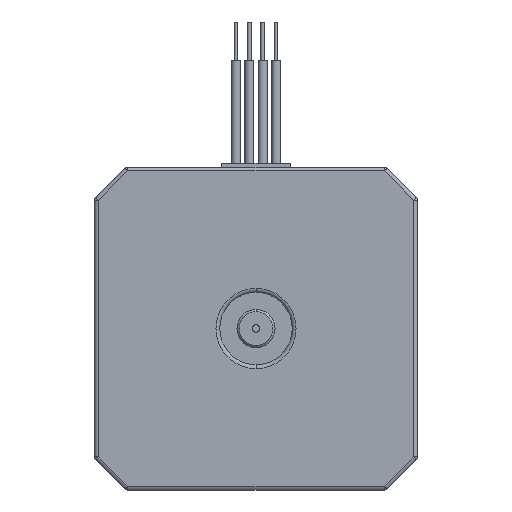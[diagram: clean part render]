
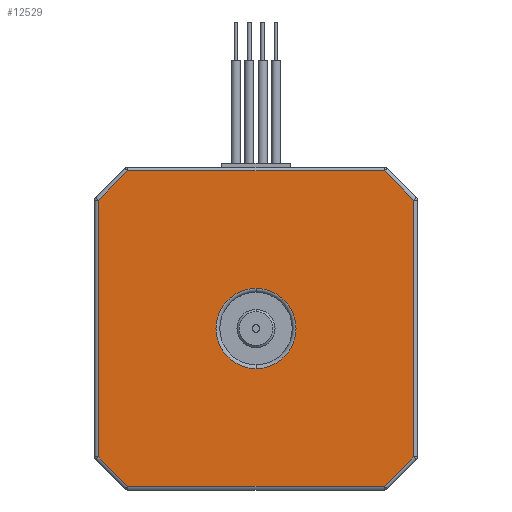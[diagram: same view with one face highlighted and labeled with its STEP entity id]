
A CAD part, front view. The second image highlights one B-rep face of the part: STEP entity #12529.
In plain terms, the highlighted planar face has unit normal (0, -1, 0).
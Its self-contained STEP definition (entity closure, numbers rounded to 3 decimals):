
#735 = DIRECTION ( 'NONE',  ( -0.707, 0., -0.707 ) ) ;
#1598 = DIRECTION ( 'NONE',  ( 0., 0., 1. ) ) ;
#1797 = ORIENTED_EDGE ( 'NONE', *, *, #29258, .T. ) ;
#2303 = LINE ( 'NONE', #51659, #51583 ) ;
#3114 = DIRECTION ( 'NONE',  ( 0., 0., 1. ) ) ;
#3852 = CARTESIAN_POINT ( 'NONE',  ( 0., 0., 0. ) ) ;
#4440 = CARTESIAN_POINT ( 'NONE',  ( -20.796, 0., 16.68 ) ) ;
#4530 = CARTESIAN_POINT ( 'NONE',  ( 0., 0., 0. ) ) ;
#4864 = ORIENTED_EDGE ( 'NONE', *, *, #21802, .T. ) ;
#6757 = VERTEX_POINT ( 'NONE', #7383 ) ;
#7088 = EDGE_CURVE ( 'NONE', #21867, #6757, #12239, .T. ) ;
#7383 = CARTESIAN_POINT ( 'NONE',  ( 0., 0., -5.25 ) ) ;
#8557 = CARTESIAN_POINT ( 'NONE',  ( 16.827, 0., -20.65 ) ) ;
#9184 = DIRECTION ( 'NONE',  ( 0., 0., -1. ) ) ;
#9782 = DIRECTION ( 'NONE',  ( 0.707, 0., 0.707 ) ) ;
#10033 = DIRECTION ( 'NONE',  ( -0.707, 0., 0.707 ) ) ;
#10124 = CARTESIAN_POINT ( 'NONE',  ( 20.796, 0., -16.68 ) ) ;
#11114 = EDGE_CURVE ( 'NONE', #6757, #21867, #47000, .T. ) ;
#12147 = VECTOR ( 'NONE', #37612, 1000. ) ;
#12239 = CIRCLE ( 'NONE', #29738, 5.25 ) ;
#12529 = ADVANCED_FACE ( 'NONE', ( #13284, #47319 ), #52066, .F. ) ;
#12809 = AXIS2_PLACEMENT_3D ( 'NONE', #49938, #29148, #1598 ) ;
#13284 = FACE_OUTER_BOUND ( 'NONE', #24587, .T. ) ;
#13479 = CARTESIAN_POINT ( 'NONE',  ( -16.68, 0., -20.796 ) ) ;
#14074 = EDGE_CURVE ( 'NONE', #15799, #38676, #50769, .T. ) ;
#14172 = ORIENTED_EDGE ( 'NONE', *, *, #40728, .T. ) ;
#14595 = VERTEX_POINT ( 'NONE', #25910 ) ;
#15262 = LINE ( 'NONE', #16973, #12147 ) ;
#15799 = VERTEX_POINT ( 'NONE', #51090 ) ;
#16116 = VERTEX_POINT ( 'NONE', #8557 ) ;
#16973 = CARTESIAN_POINT ( 'NONE',  ( 0., 0., 20.65 ) ) ;
#17144 = CARTESIAN_POINT ( 'NONE',  ( -20.65, 0., 16.827 ) ) ;
#18276 = VERTEX_POINT ( 'NONE', #50987 ) ;
#18370 = VECTOR ( 'NONE', #9782, 1000. ) ;
#19957 = CARTESIAN_POINT ( 'NONE',  ( -16.827, 0., 20.65 ) ) ;
#19966 = VECTOR ( 'NONE', #50640, 1000. ) ;
#20331 = DIRECTION ( 'NONE',  ( 0., 0., 1. ) ) ;
#20429 = LINE ( 'NONE', #4440, #29841 ) ;
#20776 = ORIENTED_EDGE ( 'NONE', *, *, #27273, .T. ) ;
#21002 = VERTEX_POINT ( 'NONE', #46754 ) ;
#21802 = EDGE_CURVE ( 'NONE', #14595, #16116, #46429, .T. ) ;
#21867 = VERTEX_POINT ( 'NONE', #34985 ) ;
#22598 = EDGE_CURVE ( 'NONE', #45708, #28103, #20429, .T. ) ;
#23901 = ORIENTED_EDGE ( 'NONE', *, *, #7088, .T. ) ;
#24114 = ORIENTED_EDGE ( 'NONE', *, *, #11114, .T. ) ;
#24587 = EDGE_LOOP ( 'NONE', ( #30442, #1797, #44778, #32397, #27947, #4864, #20776, #14172 ) ) ;
#25650 = DIRECTION ( 'NONE',  ( 0.707, 0., -0.707 ) ) ;
#25910 = CARTESIAN_POINT ( 'NONE',  ( -16.827, 0., -20.65 ) ) ;
#26835 = LINE ( 'NONE', #41162, #43888 ) ;
#27273 = EDGE_CURVE ( 'NONE', #16116, #18276, #51115, .T. ) ;
#27947 = ORIENTED_EDGE ( 'NONE', *, *, #39973, .T. ) ;
#28103 = VERTEX_POINT ( 'NONE', #17144 ) ;
#29148 = DIRECTION ( 'NONE',  ( 0., 1., 0. ) ) ;
#29258 = EDGE_CURVE ( 'NONE', #38676, #45708, #15262, .T. ) ;
#29738 = AXIS2_PLACEMENT_3D ( 'NONE', #4530, #49351, #44631 ) ;
#29841 = VECTOR ( 'NONE', #735, 1000. ) ;
#30442 = ORIENTED_EDGE ( 'NONE', *, *, #14074, .T. ) ;
#32137 = DIRECTION ( 'NONE',  ( 0., 1., 0. ) ) ;
#32397 = ORIENTED_EDGE ( 'NONE', *, *, #42941, .T. ) ;
#34445 = CARTESIAN_POINT ( 'NONE',  ( 17.034, 0., -20.65 ) ) ;
#34985 = CARTESIAN_POINT ( 'NONE',  ( 0., 0., 5.25 ) ) ;
#37612 = DIRECTION ( 'NONE',  ( -1., 0., 0. ) ) ;
#38676 = VERTEX_POINT ( 'NONE', #39482 ) ;
#39155 = LINE ( 'NONE', #13479, #40450 ) ;
#39482 = CARTESIAN_POINT ( 'NONE',  ( 16.827, 0., 20.65 ) ) ;
#39688 = AXIS2_PLACEMENT_3D ( 'NONE', #3852, #32137, #20331 ) ;
#39973 = EDGE_CURVE ( 'NONE', #21002, #14595, #39155, .T. ) ;
#40450 = VECTOR ( 'NONE', #25650, 1000. ) ;
#40728 = EDGE_CURVE ( 'NONE', #18276, #15799, #2303, .T. ) ;
#41162 = CARTESIAN_POINT ( 'NONE',  ( -20.65, 0., 0. ) ) ;
#42941 = EDGE_CURVE ( 'NONE', #28103, #21002, #26835, .T. ) ;
#43886 = EDGE_LOOP ( 'NONE', ( #23901, #24114 ) ) ;
#43888 = VECTOR ( 'NONE', #9184, 1000. ) ;
#44631 = DIRECTION ( 'NONE',  ( 0., 0., 1. ) ) ;
#44778 = ORIENTED_EDGE ( 'NONE', *, *, #22598, .T. ) ;
#45708 = VERTEX_POINT ( 'NONE', #19957 ) ;
#46429 = LINE ( 'NONE', #34445, #19966 ) ;
#46754 = CARTESIAN_POINT ( 'NONE',  ( -20.65, 0., -16.827 ) ) ;
#47000 = CIRCLE ( 'NONE', #12809, 5.25 ) ;
#47319 = FACE_BOUND ( 'NONE', #43886, .T. ) ;
#49351 = DIRECTION ( 'NONE',  ( 0., 1., 0. ) ) ;
#49508 = VECTOR ( 'NONE', #10033, 1000. ) ;
#49924 = CARTESIAN_POINT ( 'NONE',  ( 16.68, 0., 20.796 ) ) ;
#49938 = CARTESIAN_POINT ( 'NONE',  ( 0., 0., 0. ) ) ;
#50640 = DIRECTION ( 'NONE',  ( 1., 0., 0. ) ) ;
#50769 = LINE ( 'NONE', #49924, #49508 ) ;
#50987 = CARTESIAN_POINT ( 'NONE',  ( 20.65, 0., -16.827 ) ) ;
#51090 = CARTESIAN_POINT ( 'NONE',  ( 20.65, 0., 16.827 ) ) ;
#51115 = LINE ( 'NONE', #10124, #18370 ) ;
#51583 = VECTOR ( 'NONE', #3114, 1000. ) ;
#51659 = CARTESIAN_POINT ( 'NONE',  ( 20.65, 0., 17.034 ) ) ;
#52066 = PLANE ( 'NONE',  #39688 ) ;
